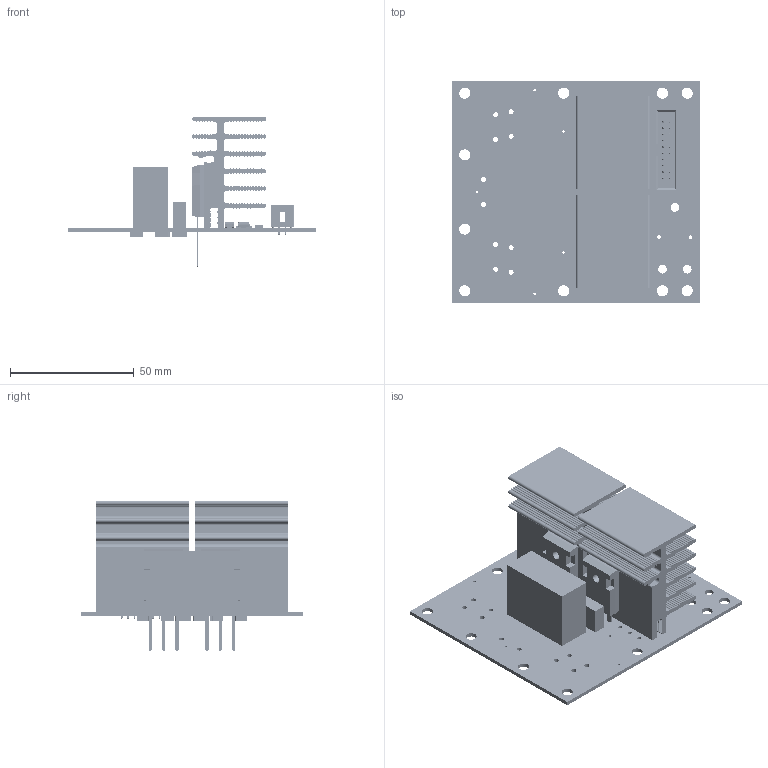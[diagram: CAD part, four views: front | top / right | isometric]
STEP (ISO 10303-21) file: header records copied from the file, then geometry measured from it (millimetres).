
FILE_DESCRIPTION(('Open CASCADE Model'),'2;1');
FILE_NAME('Open CASCADE Shape Model','2017-01-17T12:45:12',('Author'),( 'Open CASCADE'),'Open CASCADE STEP processor 6.8','Open CASCADE 6.8' ,'Unknown');
FILE_SCHEMA(('AUTOMOTIVE_DESIGN { 1 0 10303 214 1 1 1 1 }'));
Length unit declared in the file: millimetre
Products named in the file (103): PCB; BoardQCW_Bridge_PCBA; J1QCW_Bridge_PCBA; 61202021621; 6120xx21621_PIN; R8QCW_Bridge_PCBA; 1306396848; Extruded; 1306396712; 1306396984; R7QCW_Bridge_PCBA; R4QCW_Bridge_PCBA; R3QCW_Bridge_PCBA; HS2QCW_Bridge_PCBA; sk481; HS1QCW_Bridge_PCBA; D4QCW_Bridge_PCBA; DO-214AA_Bidirectional; D3QCW_Bridge_PCBA; -2046686016; Body; Open_CASCADE_STEP_translator_6.8_3.1.1; Lead; D2QCW_Bridge_PCBA; D1QCW_Bridge_PCBA; Q1QCW_Bridge_PCBA; User_Library-TO-247_CASE_340L-02_Vertical; User_Library-TO-247_CASE_340L-02_Vertical_1; User_Library-TO-247_CASE_340L-02_Vertical_2; User_Library-TO-247_CASE_340L-02_Vertical_3; User_Library-TO-247_CASE_340L-02_Vertical_4; Q2QCW_Bridge_PCBA; L1QCW_Bridge_PCBA; WE-CBF_1206_CBF; 74279210; tende; L2QCW_Bridge_PCBA; C4QCW_Bridge_PCBA; 1070305208; Terminal ...
Assembly tree (144 placements, depth 5):
  PCB
    BoardQCW_Bridge_PCBA
    J1QCW_Bridge_PCBA
      61202021621
        6120xx21621_PIN  x20
        61202021621
    R8QCW_Bridge_PCBA
      1306396848
        Extruded
      1306396712
        Extruded
      1306396984
        Extruded
    R7QCW_Bridge_PCBA
      1306396848
        Extruded
      1306396712
        Extruded
      1306396984
        Extruded
    R4QCW_Bridge_PCBA
      1306396848
        Extruded
      1306396712
        Extruded
      1306396984
        Extruded
    R3QCW_Bridge_PCBA
      1306396848
        Extruded
      1306396712
        Extruded
      1306396984
        Extruded
    HS2QCW_Bridge_PCBA
      sk481  x4
    HS1QCW_Bridge_PCBA
      sk481  x4
    D4QCW_Bridge_PCBA
      DO-214AA_Bidirectional
    D3QCW_Bridge_PCBA
      -2046686016
        Body
          Open_CASCADE_STEP_translator_6.8_3.1.1
        Lead  x2
    D2QCW_Bridge_PCBA
      DO-214AA_Bidirectional
    D1QCW_Bridge_PCBA
      -2046686016
        Body
          Open_CASCADE_STEP_translator_6.8_3.1.1
        Lead  x2
    Q1QCW_Bridge_PCBA
      User_Library-TO-247_CASE_340L-02_Vertical
        User_Library-TO-247_CASE_340L-02_Vertical_1
        User_Library-TO-247_CASE_340L-02_Vertical_2
        User_Library-TO-247_CASE_340L-02_Vertical_3
        User_Library-TO-247_CASE_340L-02_Vertical_4
    Q2QCW_Bridge_PCBA
      User_Library-TO-247_CASE_340L-02_Vertical
Bounding box: 100 x 90 x 60.86 mm (x, y, z)
Volume: 70851 mm3; surface area: 72571.4 mm2
Topology: 91 solids, 91 shells, 6076 faces, 16966 edges, 11006 vertices
Faces by surface type: cylinder 3948, plane 1984, sphere 96, extrusion 32, bspline 16
Full cylindrical faces by diameter (mm): 0.85 x6, 1 x12, 1.1 x20, 1.5 x2, 1.6 x12, 2 x10, 3.2 x4, 3.5 x3, 4.5 x10
Entity records: 54338 total; most frequent: CARTESIAN_POINT 9869, DIRECTION 8665, ORIENTED_EDGE 7964, EDGE_CURVE 3982, AXIS2_PLACEMENT_3D 3149, VERTEX_POINT 2522, VECTOR 2367, LINE 2351
